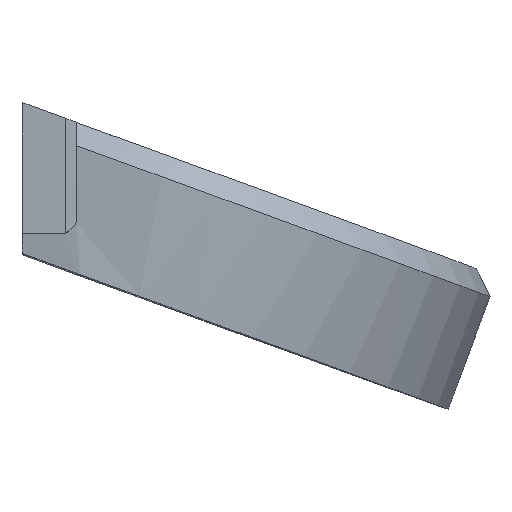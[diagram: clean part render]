
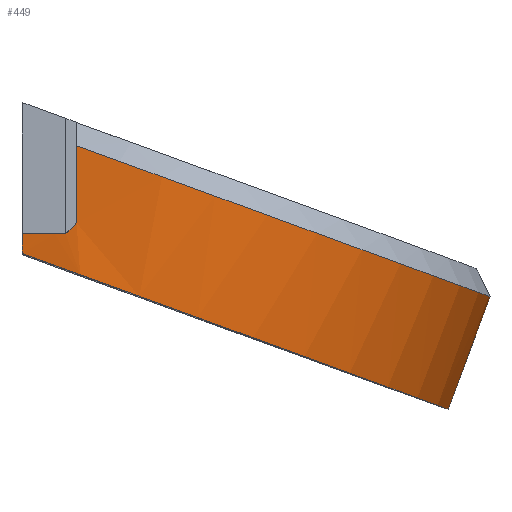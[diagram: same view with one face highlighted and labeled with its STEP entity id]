
A CAD part, top view. The second image highlights one B-rep face of the part: STEP entity #449.
In plain terms, the highlighted cylindrical face has radius 33 mm (diameter 66 mm), a partial arc.
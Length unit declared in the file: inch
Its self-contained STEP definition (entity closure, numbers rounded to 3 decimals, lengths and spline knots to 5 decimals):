
#21=ELLIPSE('',#492,3.79864,1.29921);
#22=ELLIPSE('',#493,1.38259,1.29921);
#23=ELLIPSE('',#494,3.07418,1.29921);
#24=ELLIPSE('',#495,3.79864,1.29921);
#25=ELLIPSE('',#496,3.79864,1.29921);
#26=ELLIPSE('',#497,3.07418,1.29921);
#27=ELLIPSE('',#498,1.38259,1.29921);
#28=ELLIPSE('',#499,3.79864,1.29921);
#33=CYLINDRICAL_SURFACE('',#491,1.29921);
#38=B_SPLINE_CURVE_WITH_KNOTS('',3,(#713,#714,#715,#716,#717,#718,#719,
#720,#721,#722,#723,#724,#725,#726,#727,#728,#729,#730,#731,#732,#733,#734,
#735,#736,#737,#738,#739,#740,#741,#742,#743,#744,#745,#746,#747,#748,#749,
#750,#751,#752,#753,#754,#755),.UNSPECIFIED.,.F.,.F.,(4,2,3,2,2,2,2,2,2,
2,2,2,2,2,2,2,2,2,2,2,4),(19.16918,19.26752,19.88906,
20.51059,21.13212,21.75365,22.37519,22.99672,
23.61825,24.23978,24.86131,25.48284,26.10437,
26.72591,27.34744,27.96897,28.5905,29.21203,
29.83357,30.4551,30.55344),.UNSPECIFIED.);
#45=FACE_OUTER_BOUND('',#70,.T.);
#70=EDGE_LOOP('',(#307,#308,#309,#310,#311,#312,#313,#314,#315,#316));
#99=CIRCLE('',#500,1.29921);
#193=VERTEX_POINT('',#703);
#195=VERTEX_POINT('',#709);
#196=VERTEX_POINT('',#757);
#197=VERTEX_POINT('',#758);
#198=VERTEX_POINT('',#760);
#199=VERTEX_POINT('',#762);
#200=VERTEX_POINT('',#765);
#201=VERTEX_POINT('',#767);
#202=VERTEX_POINT('',#769);
#203=VERTEX_POINT('',#771);
#239=EDGE_CURVE('',#193,#195,#38,.T.);
#240=EDGE_CURVE('',#196,#197,#21,.T.);
#241=EDGE_CURVE('',#198,#196,#22,.T.);
#242=EDGE_CURVE('',#199,#198,#23,.T.);
#243=EDGE_CURVE('',#193,#199,#24,.T.);
#244=EDGE_CURVE('',#200,#195,#25,.T.);
#245=EDGE_CURVE('',#201,#200,#26,.T.);
#246=EDGE_CURVE('',#202,#201,#27,.T.);
#247=EDGE_CURVE('',#203,#202,#28,.T.);
#248=EDGE_CURVE('',#197,#203,#99,.T.);
#307=ORIENTED_EDGE('',*,*,#240,.F.);
#308=ORIENTED_EDGE('',*,*,#241,.F.);
#309=ORIENTED_EDGE('',*,*,#242,.F.);
#310=ORIENTED_EDGE('',*,*,#243,.F.);
#311=ORIENTED_EDGE('',*,*,#239,.T.);
#312=ORIENTED_EDGE('',*,*,#244,.F.);
#313=ORIENTED_EDGE('',*,*,#245,.F.);
#314=ORIENTED_EDGE('',*,*,#246,.F.);
#315=ORIENTED_EDGE('',*,*,#247,.F.);
#316=ORIENTED_EDGE('',*,*,#248,.F.);
#449=ADVANCED_FACE('',(#45),#33,.T.);
#491=AXIS2_PLACEMENT_3D('',#756,#558,#559);
#492=AXIS2_PLACEMENT_3D('',#759,#560,#561);
#493=AXIS2_PLACEMENT_3D('',#761,#562,#563);
#494=AXIS2_PLACEMENT_3D('',#763,#564,#565);
#495=AXIS2_PLACEMENT_3D('',#764,#566,#567);
#496=AXIS2_PLACEMENT_3D('',#766,#568,#569);
#497=AXIS2_PLACEMENT_3D('',#768,#570,#571);
#498=AXIS2_PLACEMENT_3D('',#770,#572,#573);
#499=AXIS2_PLACEMENT_3D('',#772,#574,#575);
#500=AXIS2_PLACEMENT_3D('',#773,#576,#577);
#558=DIRECTION('center_axis',(-0.342,-0.94,0.));
#559=DIRECTION('ref_axis',(0.94,-0.342,0.));
#560=DIRECTION('center_axis',(-1.,0.,0.));
#561=DIRECTION('ref_axis',(0.,1.,0.));
#562=DIRECTION('center_axis',(0.,1.,0.));
#563=DIRECTION('ref_axis',(-1.,0.,0.));
#564=DIRECTION('center_axis',(-0.707,0.707,0.));
#565=DIRECTION('ref_axis',(-0.707,-0.707,0.));
#566=DIRECTION('center_axis',(-1.,0.,0.));
#567=DIRECTION('ref_axis',(0.,1.,0.));
#568=DIRECTION('center_axis',(-1.,0.,0.));
#569=DIRECTION('ref_axis',(0.,1.,0.));
#570=DIRECTION('center_axis',(-0.707,0.707,0.));
#571=DIRECTION('ref_axis',(-0.707,-0.707,0.));
#572=DIRECTION('center_axis',(0.,1.,0.));
#573=DIRECTION('ref_axis',(-1.,0.,0.));
#574=DIRECTION('center_axis',(-1.,0.,0.));
#575=DIRECTION('ref_axis',(0.,1.,0.));
#576=DIRECTION('center_axis',(-0.342,-0.94,0.));
#577=DIRECTION('ref_axis',(-0.94,0.342,0.));
#703=CARTESIAN_POINT('',(-0.64779,0.39746,0.38702));
#709=CARTESIAN_POINT('',(-0.64779,0.39746,2.92007));
#713=CARTESIAN_POINT('Ctrl Pts',(-0.64779,0.39746,0.38702));
#714=CARTESIAN_POINT('Ctrl Pts',(-0.63534,0.39293,0.38399));
#715=CARTESIAN_POINT('Ctrl Pts',(-0.62288,0.38839,0.38117));
#716=CARTESIAN_POINT('Ctrl Pts',(-0.53157,0.35516,0.36213));
#717=CARTESIAN_POINT('Ctrl Pts',(-0.4523,0.32631,0.35433));
#718=CARTESIAN_POINT('Ctrl Pts',(-0.37565,0.29841,0.35433));
#719=CARTESIAN_POINT('Ctrl Pts',(-0.29901,0.27051,0.35433));
#720=CARTESIAN_POINT('Ctrl Pts',(-0.21974,0.24166,0.36214));
#721=CARTESIAN_POINT('Ctrl Pts',(-0.06206,0.18427,
0.39501));
#722=CARTESIAN_POINT('Ctrl Pts',(0.01635,0.15573,0.42008));
#723=CARTESIAN_POINT('Ctrl Pts',(0.16675,0.10099,0.48638));
#724=CARTESIAN_POINT('Ctrl Pts',(0.23885,0.07475,0.52766));
#725=CARTESIAN_POINT('Ctrl Pts',(0.37219,0.02622,0.62306));
#726=CARTESIAN_POINT('Ctrl Pts',(0.43343,0.00393,
0.67719));
#727=CARTESIAN_POINT('Ctrl Pts',(0.54182,-0.03552,0.79254));
#728=CARTESIAN_POINT('Ctrl Pts',(0.59268,-0.05404,0.8577));
#729=CARTESIAN_POINT('Ctrl Pts',(0.68233,-0.08667,
0.9996));
#730=CARTESIAN_POINT('Ctrl Pts',(0.72112,-0.10078,1.07633));
#731=CARTESIAN_POINT('Ctrl Pts',(0.78342,-0.12346,1.23638));
#732=CARTESIAN_POINT('Ctrl Pts',(0.80697,-0.13203,1.31983));
#733=CARTESIAN_POINT('Ctrl Pts',(0.83787,-0.14328,1.48763));
#734=CARTESIAN_POINT('Ctrl Pts',(0.8452,-0.14595,1.57198));
#735=CARTESIAN_POINT('Ctrl Pts',(0.8452,-0.14595,1.73511));
#736=CARTESIAN_POINT('Ctrl Pts',(0.83787,-0.14328,1.81946));
#737=CARTESIAN_POINT('Ctrl Pts',(0.80697,-0.13203,1.98726));
#738=CARTESIAN_POINT('Ctrl Pts',(0.78342,-0.12346,2.0707));
#739=CARTESIAN_POINT('Ctrl Pts',(0.72112,-0.10078,2.23075));
#740=CARTESIAN_POINT('Ctrl Pts',(0.68233,-0.08667,2.30748));
#741=CARTESIAN_POINT('Ctrl Pts',(0.59268,-0.05404,
2.44938));
#742=CARTESIAN_POINT('Ctrl Pts',(0.54182,-0.03552,
2.51455));
#743=CARTESIAN_POINT('Ctrl Pts',(0.43343,0.00393,
2.6299));
#744=CARTESIAN_POINT('Ctrl Pts',(0.37219,0.02622,2.68403));
#745=CARTESIAN_POINT('Ctrl Pts',(0.23885,0.07475,2.77943));
#746=CARTESIAN_POINT('Ctrl Pts',(0.16675,0.10099,2.82071));
#747=CARTESIAN_POINT('Ctrl Pts',(0.01635,0.15573,2.887));
#748=CARTESIAN_POINT('Ctrl Pts',(-0.06206,0.18427,
2.91207));
#749=CARTESIAN_POINT('Ctrl Pts',(-0.21974,0.24166,2.94495));
#750=CARTESIAN_POINT('Ctrl Pts',(-0.29901,0.27051,2.95276));
#751=CARTESIAN_POINT('Ctrl Pts',(-0.4523,0.32631,2.95276));
#752=CARTESIAN_POINT('Ctrl Pts',(-0.53157,0.35516,2.94495));
#753=CARTESIAN_POINT('Ctrl Pts',(-0.62288,0.38839,2.92591));
#754=CARTESIAN_POINT('Ctrl Pts',(-0.63534,0.39293,2.9231));
#755=CARTESIAN_POINT('Ctrl Pts',(-0.64779,0.39746,2.92007));
#756=CARTESIAN_POINT('Origin',(-0.42322,0.16775,1.65354));
#757=CARTESIAN_POINT('',(-0.84464,0.07925,0.40687));
#758=CARTESIAN_POINT('',(-0.84464,0.00824,0.4));
#759=CARTESIAN_POINT('Origin',(-0.84464,-0.9901,1.65354));
#760=CARTESIAN_POINT('',(-0.68716,0.07925,0.37271));
#761=CARTESIAN_POINT('Origin',(-0.45543,0.07925,1.65354));
#762=CARTESIAN_POINT('',(-0.64779,0.11862,0.36893));
#763=CARTESIAN_POINT('Origin',(-0.32282,0.44359,1.65354));
#764=CARTESIAN_POINT('Origin',(-0.64779,-0.44926,1.65354));
#765=CARTESIAN_POINT('',(-0.64779,0.11862,2.93816));
#766=CARTESIAN_POINT('Origin',(-0.64779,-0.44926,1.65354));
#767=CARTESIAN_POINT('',(-0.68716,0.07925,2.93438));
#768=CARTESIAN_POINT('Origin',(-0.32282,0.44359,1.65354));
#769=CARTESIAN_POINT('',(-0.84464,0.07925,2.90021));
#770=CARTESIAN_POINT('Origin',(-0.45543,0.07925,1.65354));
#771=CARTESIAN_POINT('',(-0.84464,0.00824,2.90708));
#772=CARTESIAN_POINT('Origin',(-0.84464,-0.9901,1.65354));
#773=CARTESIAN_POINT('Origin',(-0.52378,-0.10854,1.65354));
